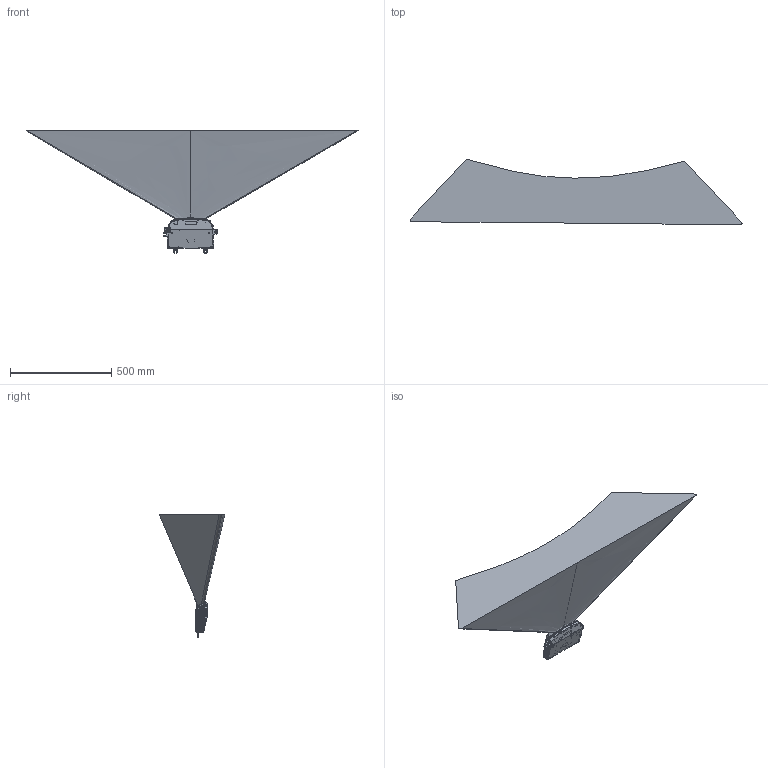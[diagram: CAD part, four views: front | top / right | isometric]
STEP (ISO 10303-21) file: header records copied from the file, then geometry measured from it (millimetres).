
FILE_DESCRIPTION((''),'2;1');
FILE_NAME('S-900-000012-K_ASM_3_ASM','2024-03-06T16:42:02',('SZV00056'),(''),'CREO PARAMETRIC BY PTC INC, 2022364','CREO PARAMETRIC BY PTC INC, 2022364','');
FILE_SCHEMA(('AUTOMOTIVE_DESIGN { 1 0 10303 214 1 1 1 1 }'));
Products named in the file (11): FOV; M-425-000115_1; E-125-000008_1; M-472-000401_1; M-455-000025_1; M-425-000082_1; G-395-000013_1; M-472-000396_1; M-445-000083_1_1; M-445-000083_1_2; S-900-000012-K_ASM_3_ASM
Assembly tree (22 placements, depth 2):
  S-900-000012-K_ASM_3_ASM
    FOV
    M-425-000115_1
    E-125-000008_1
    M-472-000401_1  x4
    M-455-000025_1
    M-425-000082_1
    G-395-000013_1
    M-472-000396_1  x10
    M-445-000083_1_1
    M-445-000083_1_2
Bounding box: 1638.32 x 323.8 x 603.64 mm (x, y, z)
Volume: 59860235.8 mm3; surface area: 1581600.7 mm2
Topology: 22 solids, 58 shells, 7479 faces, 20722 edges, 13474 vertices
Faces by surface type: plane 3761, cylinder 2274, bspline 658, cone 394, torus 188, sphere 117, extrusion 87
Entity records: 286162 total; most frequent: CARTESIAN_POINT 76678, ORIENTED_EDGE 35170, DIRECTION 29611, EDGE_CURVE 17657, PRESENTATION_STYLE_ASSIGNMENT 12798, STYLED_ITEM 12694, VECTOR 11861, LINE 11774
